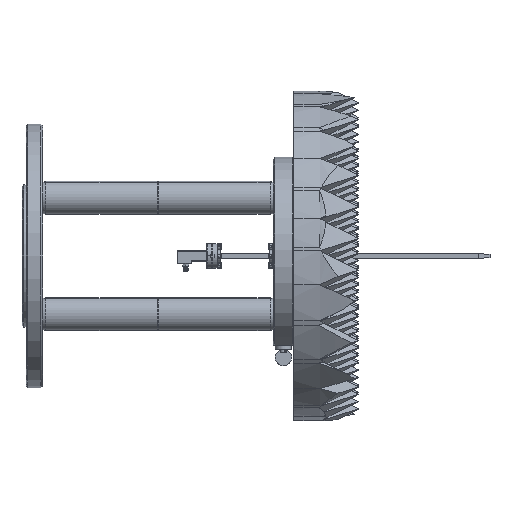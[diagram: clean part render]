
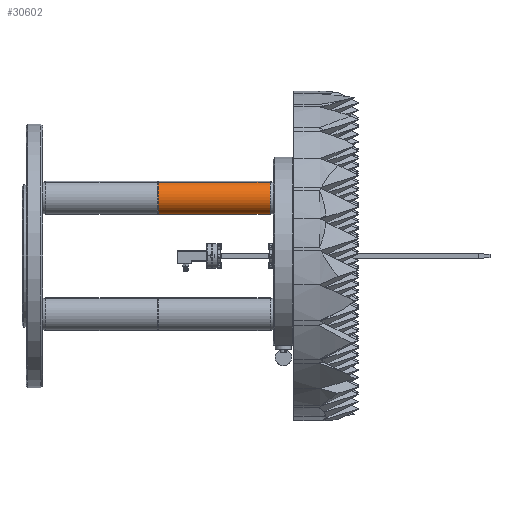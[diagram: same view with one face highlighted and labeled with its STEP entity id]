
A CAD part, left-side view. The second image highlights one B-rep face of the part: STEP entity #30602.
In plain terms, the highlighted cylindrical face has radius 12.7 mm (diameter 25.4 mm), a partial arc.
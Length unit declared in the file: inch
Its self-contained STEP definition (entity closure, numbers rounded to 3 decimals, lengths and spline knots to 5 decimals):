
#2645 = LINE ( 'NONE', #21501, #4970 ) ;
#4970 = VECTOR ( 'NONE', #16696, 39.37008 ) ;
#5923 = CIRCLE ( 'NONE', #18380, 0.5 ) ;
#7725 = DIRECTION ( 'NONE',  ( -0.286, 0., 0.958 ) ) ;
#7884 = VERTEX_POINT ( 'NONE', #12431 ) ;
#7928 = CARTESIAN_POINT ( 'NONE',  ( -1.62465, -6.91, 1.28869 ) ) ;
#8193 = CARTESIAN_POINT ( 'NONE',  ( -1.76777, -6.28594, 1.76777 ) ) ;
#11815 = DIRECTION ( 'NONE',  ( 0., -1., 0. ) ) ;
#12431 = CARTESIAN_POINT ( 'NONE',  ( -1.91088, -3.51, 2.24685 ) ) ;
#13508 = VERTEX_POINT ( 'NONE', #29690 ) ;
#14825 = CARTESIAN_POINT ( 'NONE',  ( -1.91088, -6.91, 2.24685 ) ) ;
#16479 = VERTEX_POINT ( 'NONE', #7928 ) ;
#16575 = CARTESIAN_POINT ( 'NONE',  ( -1.76777, -3.51, 1.76777 ) ) ;
#16696 = DIRECTION ( 'NONE',  ( 0., 1., 0. ) ) ;
#17304 = DIRECTION ( 'NONE',  ( 0., -1., 0. ) ) ;
#17779 = DIRECTION ( 'NONE',  ( 0., -1., 0. ) ) ;
#18022 = ORIENTED_EDGE ( 'NONE', *, *, #53211, .F. ) ;
#18380 = AXIS2_PLACEMENT_3D ( 'NONE', #57439, #17304, #7725 ) ;
#21501 = CARTESIAN_POINT ( 'NONE',  ( -1.91088, -6.91, 2.24685 ) ) ;
#21695 = FACE_OUTER_BOUND ( 'NONE', #32631, .T. ) ;
#23910 = ORIENTED_EDGE ( 'NONE', *, *, #53299, .T. ) ;
#24469 = CIRCLE ( 'NONE', #45489, 0.5 ) ;
#27635 = VECTOR ( 'NONE', #11815, 39.37008 ) ;
#29690 = CARTESIAN_POINT ( 'NONE',  ( -1.62465, -3.51, 1.28869 ) ) ;
#30350 = DIRECTION ( 'NONE',  ( 0., 1., 0. ) ) ;
#30602 = ADVANCED_FACE ( 'NONE', ( #21695 ), #35447, .T. ) ;
#32631 = EDGE_LOOP ( 'NONE', ( #57711, #48450, #18022, #23910 ) ) ;
#35447 = CYLINDRICAL_SURFACE ( 'NONE', #44506, 0.5 ) ;
#36058 = DIRECTION ( 'NONE',  ( 0.286, 0., -0.958 ) ) ;
#38790 = EDGE_CURVE ( 'NONE', #13508, #7884, #24469, .T. ) ;
#43076 = VERTEX_POINT ( 'NONE', #14825 ) ;
#44506 = AXIS2_PLACEMENT_3D ( 'NONE', #8193, #17779, #36058 ) ;
#45489 = AXIS2_PLACEMENT_3D ( 'NONE', #16575, #30350, #48598 ) ;
#47014 = EDGE_CURVE ( 'NONE', #13508, #16479, #53137, .T. ) ;
#48450 = ORIENTED_EDGE ( 'NONE', *, *, #47014, .T. ) ;
#48598 = DIRECTION ( 'NONE',  ( 0.286, 0., -0.958 ) ) ;
#48915 = CARTESIAN_POINT ( 'NONE',  ( -1.62465, -3.51, 1.28869 ) ) ;
#53137 = LINE ( 'NONE', #48915, #27635 ) ;
#53211 = EDGE_CURVE ( 'NONE', #43076, #16479, #5923, .T. ) ;
#53299 = EDGE_CURVE ( 'NONE', #43076, #7884, #2645, .T. ) ;
#57439 = CARTESIAN_POINT ( 'NONE',  ( -1.76777, -6.91, 1.76777 ) ) ;
#57711 = ORIENTED_EDGE ( 'NONE', *, *, #38790, .F. ) ;
